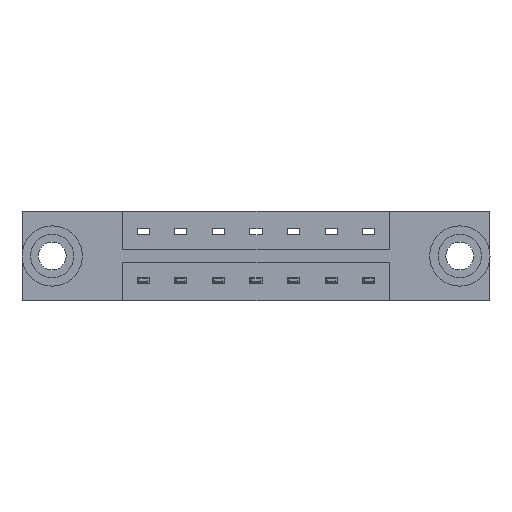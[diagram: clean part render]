
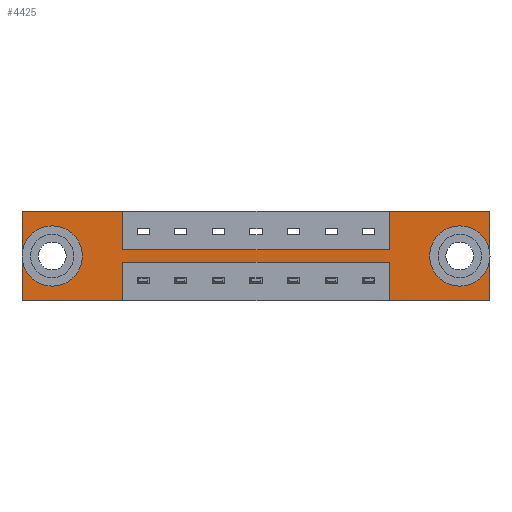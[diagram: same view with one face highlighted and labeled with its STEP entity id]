
A CAD part, front view. The second image highlights one B-rep face of the part: STEP entity #4425.
In plain terms, the highlighted planar face has unit normal (0, -1, 0).
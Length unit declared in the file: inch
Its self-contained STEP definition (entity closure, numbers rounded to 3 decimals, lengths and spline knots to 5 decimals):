
#1 = EDGE_CURVE ( 'NONE', #1314, #5203, #766, .T. ) ;
#42 = CARTESIAN_POINT ( 'NONE',  ( 1.5225, 0., -0.1585 ) ) ;
#169 = CIRCLE ( 'NONE', #4063, 0.078 ) ;
#272 = VECTOR ( 'NONE', #1281, 39.37008 ) ;
#360 = DIRECTION ( 'NONE',  ( -1., 0., 0. ) ) ;
#427 = AXIS2_PLACEMENT_3D ( 'NONE', #7133, #6296, #696 ) ;
#444 = VECTOR ( 'NONE', #1061, 39.37008 ) ;
#502 = DIRECTION ( 'NONE',  ( 0., 0., 1. ) ) ;
#578 = EDGE_CURVE ( 'NONE', #7359, #1120, #8881, .T. ) ;
#581 = VERTEX_POINT ( 'NONE', #7501 ) ;
#696 = DIRECTION ( 'NONE',  ( 0., 0., 1. ) ) ;
#766 = LINE ( 'NONE', #5136, #4708 ) ;
#781 = ORIENTED_EDGE ( 'NONE', *, *, #2697, .T. ) ;
#870 = FACE_OUTER_BOUND ( 'NONE', #8002, .T. ) ;
#966 = DIRECTION ( 'NONE',  ( 0., 0., -1. ) ) ;
#999 = CARTESIAN_POINT ( 'NONE',  ( 1.94, 0., 0. ) ) ;
#1058 = ORIENTED_EDGE ( 'NONE', *, *, #5697, .F. ) ;
#1061 = DIRECTION ( 'NONE',  ( 0., 0., 1. ) ) ;
#1066 = VECTOR ( 'NONE', #7651, 39.37008 ) ;
#1120 = VERTEX_POINT ( 'NONE', #1664 ) ;
#1122 = ORIENTED_EDGE ( 'NONE', *, *, #1, .F. ) ;
#1140 = EDGE_CURVE ( 'NONE', #8664, #1314, #8910, .T. ) ;
#1202 = DIRECTION ( 'NONE',  ( 0., 0., -1. ) ) ;
#1281 = DIRECTION ( 'NONE',  ( 1., 0., 0. ) ) ;
#1314 = VERTEX_POINT ( 'NONE', #5138 ) ;
#1324 = VECTOR ( 'NONE', #3950, 39.37008 ) ;
#1364 = CARTESIAN_POINT ( 'NONE',  ( 1.5225, 0., -0.2115 ) ) ;
#1463 = CARTESIAN_POINT ( 'NONE',  ( 0.125, 0., -0.185 ) ) ;
#1520 = DIRECTION ( 'NONE',  ( -1., 0., 0. ) ) ;
#1664 = CARTESIAN_POINT ( 'NONE',  ( 1.5225, 0., -0.1585 ) ) ;
#1666 = EDGE_CURVE ( 'NONE', #5203, #7767, #6953, .T. ) ;
#1751 = PLANE ( 'NONE',  #8518 ) ;
#1793 = CARTESIAN_POINT ( 'NONE',  ( 0.4175, 0., -0.37 ) ) ;
#2020 = CARTESIAN_POINT ( 'NONE',  ( 1.5225, 0., -0.37 ) ) ;
#2196 = VERTEX_POINT ( 'NONE', #8781 ) ;
#2600 = DIRECTION ( 'NONE',  ( 1., 0., 0. ) ) ;
#2606 = CARTESIAN_POINT ( 'NONE',  ( 0., 0., 0. ) ) ;
#2683 = ORIENTED_EDGE ( 'NONE', *, *, #9254, .F. ) ;
#2696 = CARTESIAN_POINT ( 'NONE',  ( 0., 0., -0.37 ) ) ;
#2697 = EDGE_CURVE ( 'NONE', #5006, #4355, #6493, .T. ) ;
#2745 = EDGE_CURVE ( 'NONE', #5037, #4153, #5845, .T. ) ;
#2873 = VERTEX_POINT ( 'NONE', #4605 ) ;
#2901 = CARTESIAN_POINT ( 'NONE',  ( 0.4175, 0., -0.2115 ) ) ;
#2931 = CARTESIAN_POINT ( 'NONE',  ( 0.125, 0., -0.263 ) ) ;
#3036 = CARTESIAN_POINT ( 'NONE',  ( 0.4175, 0., -0.1585 ) ) ;
#3236 = ORIENTED_EDGE ( 'NONE', *, *, #5682, .F. ) ;
#3342 = ORIENTED_EDGE ( 'NONE', *, *, #6758, .T. ) ;
#3426 = DIRECTION ( 'NONE',  ( 0., 0., 1. ) ) ;
#3529 = DIRECTION ( 'NONE',  ( -1., 0., 0. ) ) ;
#3564 = CARTESIAN_POINT ( 'NONE',  ( 1.815, 0., -0.185 ) ) ;
#3614 = DIRECTION ( 'NONE',  ( 0., 1., 0. ) ) ;
#3741 = CARTESIAN_POINT ( 'NONE',  ( 0., 0., -0.37 ) ) ;
#3864 = DIRECTION ( 'NONE',  ( 0., 0., -1. ) ) ;
#3939 = ORIENTED_EDGE ( 'NONE', *, *, #1666, .F. ) ;
#3950 = DIRECTION ( 'NONE',  ( 0., 0., -1. ) ) ;
#3955 = VECTOR ( 'NONE', #1520, 39.37008 ) ;
#4040 = CARTESIAN_POINT ( 'NONE',  ( 0.4175, 0., -0.2115 ) ) ;
#4063 = AXIS2_PLACEMENT_3D ( 'NONE', #3564, #3614, #7135 ) ;
#4110 = EDGE_LOOP ( 'NONE', ( #781, #7537 ) ) ;
#4119 = CARTESIAN_POINT ( 'NONE',  ( 1.5225, 0., -0.2115 ) ) ;
#4153 = VERTEX_POINT ( 'NONE', #2696 ) ;
#4181 = EDGE_CURVE ( 'NONE', #4153, #6327, #8307, .T. ) ;
#4350 = ORIENTED_EDGE ( 'NONE', *, *, #578, .F. ) ;
#4355 = VERTEX_POINT ( 'NONE', #2931 ) ;
#4368 = LINE ( 'NONE', #2901, #4796 ) ;
#4425 = ADVANCED_FACE ( 'NONE', ( #6743, #6692, #870 ), #1751, .T. ) ;
#4487 = CIRCLE ( 'NONE', #9280, 0.078 ) ;
#4587 = CARTESIAN_POINT ( 'NONE',  ( 0.4175, 0., -0.1585 ) ) ;
#4590 = EDGE_CURVE ( 'NONE', #2873, #8664, #6266, .T. ) ;
#4605 = CARTESIAN_POINT ( 'NONE',  ( 1.5225, 0., 0. ) ) ;
#4627 = LINE ( 'NONE', #42, #444 ) ;
#4689 = LINE ( 'NONE', #6933, #7973 ) ;
#4707 = LINE ( 'NONE', #4040, #1324 ) ;
#4708 = VECTOR ( 'NONE', #3529, 39.37008 ) ;
#4796 = VECTOR ( 'NONE', #360, 39.37008 ) ;
#5006 = VERTEX_POINT ( 'NONE', #6779 ) ;
#5020 = CARTESIAN_POINT ( 'NONE',  ( 1.94, 0., 0. ) ) ;
#5037 = VERTEX_POINT ( 'NONE', #1793 ) ;
#5136 = CARTESIAN_POINT ( 'NONE',  ( 0., 0., -0.37 ) ) ;
#5138 = CARTESIAN_POINT ( 'NONE',  ( 1.94, 0., -0.37 ) ) ;
#5203 = VERTEX_POINT ( 'NONE', #2020 ) ;
#5211 = ORIENTED_EDGE ( 'NONE', *, *, #8510, .T. ) ;
#5682 = EDGE_CURVE ( 'NONE', #1120, #2873, #4627, .T. ) ;
#5697 = EDGE_CURVE ( 'NONE', #7767, #581, #4368, .T. ) ;
#5716 = VECTOR ( 'NONE', #3426, 39.37008 ) ;
#5797 = DIRECTION ( 'NONE',  ( 0., 1., 0. ) ) ;
#5845 = LINE ( 'NONE', #7202, #3955 ) ;
#6019 = ORIENTED_EDGE ( 'NONE', *, *, #6665, .F. ) ;
#6266 = LINE ( 'NONE', #7681, #272 ) ;
#6296 = DIRECTION ( 'NONE',  ( 0., 1., 0. ) ) ;
#6327 = VERTEX_POINT ( 'NONE', #6999 ) ;
#6493 = CIRCLE ( 'NONE', #7701, 0.078 ) ;
#6557 = CARTESIAN_POINT ( 'NONE',  ( 0.4175, 0., 0. ) ) ;
#6604 = VECTOR ( 'NONE', #3864, 39.37008 ) ;
#6665 = EDGE_CURVE ( 'NONE', #581, #5037, #4707, .T. ) ;
#6692 = FACE_BOUND ( 'NONE', #4110, .T. ) ;
#6743 = FACE_BOUND ( 'NONE', #8159, .T. ) ;
#6758 = EDGE_CURVE ( 'NONE', #2196, #8377, #4487, .T. ) ;
#6761 = EDGE_CURVE ( 'NONE', #4355, #5006, #9136, .T. ) ;
#6779 = CARTESIAN_POINT ( 'NONE',  ( 0.125, 0., -0.107 ) ) ;
#6862 = ORIENTED_EDGE ( 'NONE', *, *, #1140, .F. ) ;
#6933 = CARTESIAN_POINT ( 'NONE',  ( 0.4175, 0., -0.1585 ) ) ;
#6937 = CARTESIAN_POINT ( 'NONE',  ( 0., 0., 0. ) ) ;
#6953 = LINE ( 'NONE', #1364, #5716 ) ;
#6955 = ORIENTED_EDGE ( 'NONE', *, *, #4181, .F. ) ;
#6999 = CARTESIAN_POINT ( 'NONE',  ( 0., 0., 0. ) ) ;
#7020 = VECTOR ( 'NONE', #2600, 39.37008 ) ;
#7087 = DIRECTION ( 'NONE',  ( 0., 1., 0. ) ) ;
#7133 = CARTESIAN_POINT ( 'NONE',  ( 0.125, 0., -0.185 ) ) ;
#7135 = DIRECTION ( 'NONE',  ( 0., 0., -1. ) ) ;
#7202 = CARTESIAN_POINT ( 'NONE',  ( 0., 0., -0.37 ) ) ;
#7359 = VERTEX_POINT ( 'NONE', #3036 ) ;
#7459 = ORIENTED_EDGE ( 'NONE', *, *, #4590, .F. ) ;
#7501 = CARTESIAN_POINT ( 'NONE',  ( 0.4175, 0., -0.2115 ) ) ;
#7537 = ORIENTED_EDGE ( 'NONE', *, *, #6761, .T. ) ;
#7612 = CARTESIAN_POINT ( 'NONE',  ( 1.815, 0., -0.263 ) ) ;
#7651 = DIRECTION ( 'NONE',  ( 1., 0., 0. ) ) ;
#7681 = CARTESIAN_POINT ( 'NONE',  ( 0., 0., 0. ) ) ;
#7701 = AXIS2_PLACEMENT_3D ( 'NONE', #1463, #5797, #8008 ) ;
#7767 = VERTEX_POINT ( 'NONE', #4119 ) ;
#7801 = CARTESIAN_POINT ( 'NONE',  ( 1.815, 0., -0.185 ) ) ;
#7912 = ORIENTED_EDGE ( 'NONE', *, *, #2745, .F. ) ;
#7973 = VECTOR ( 'NONE', #1202, 39.37008 ) ;
#8002 = EDGE_LOOP ( 'NONE', ( #3939, #1122, #6862, #7459, #3236, #4350, #2683, #8144, #6955, #7912, #6019, #1058 ) ) ;
#8008 = DIRECTION ( 'NONE',  ( 0., 0., 1. ) ) ;
#8062 = DIRECTION ( 'NONE',  ( 0., -1., 0. ) ) ;
#8144 = ORIENTED_EDGE ( 'NONE', *, *, #8805, .F. ) ;
#8159 = EDGE_LOOP ( 'NONE', ( #3342, #5211 ) ) ;
#8307 = LINE ( 'NONE', #6937, #8844 ) ;
#8377 = VERTEX_POINT ( 'NONE', #7612 ) ;
#8405 = LINE ( 'NONE', #2606, #1066 ) ;
#8510 = EDGE_CURVE ( 'NONE', #8377, #2196, #169, .T. ) ;
#8518 = AXIS2_PLACEMENT_3D ( 'NONE', #3741, #8062, #966 ) ;
#8603 = DIRECTION ( 'NONE',  ( 0., 0., -1. ) ) ;
#8664 = VERTEX_POINT ( 'NONE', #5020 ) ;
#8781 = CARTESIAN_POINT ( 'NONE',  ( 1.815, 0., -0.107 ) ) ;
#8805 = EDGE_CURVE ( 'NONE', #6327, #9157, #8405, .T. ) ;
#8844 = VECTOR ( 'NONE', #502, 39.37008 ) ;
#8881 = LINE ( 'NONE', #4587, #7020 ) ;
#8910 = LINE ( 'NONE', #999, #6604 ) ;
#9136 = CIRCLE ( 'NONE', #427, 0.078 ) ;
#9157 = VERTEX_POINT ( 'NONE', #6557 ) ;
#9254 = EDGE_CURVE ( 'NONE', #9157, #7359, #4689, .T. ) ;
#9280 = AXIS2_PLACEMENT_3D ( 'NONE', #7801, #7087, #8603 ) ;
